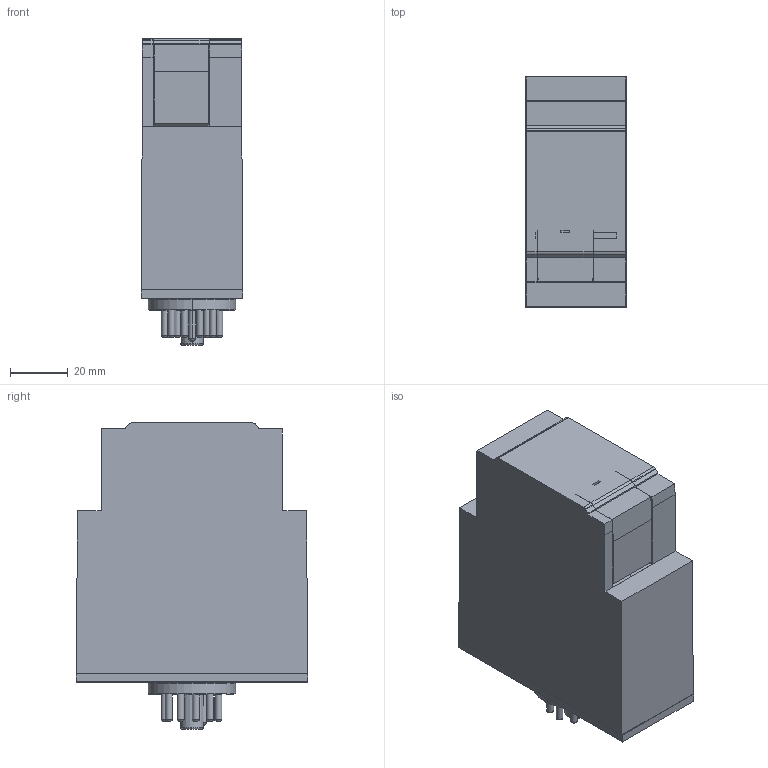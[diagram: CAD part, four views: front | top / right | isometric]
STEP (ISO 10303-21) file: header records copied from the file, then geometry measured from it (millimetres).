
FILE_DESCRIPTION(/* description */ (''),/* implementation_level */ '2;1');
FILE_NAME(/* name */ 'PPA01.stp',/* time_stamp */ '2017-03-06T11:06:02+01:00',/* author */ ('rtamburlin'),/* organization */ (''),/* preprocessor_version */ 'ST-DEVELOPER v16.5',/* originating_system */ 'Autodesk Inventor 2017',/* authorisation */ '');
FILE_SCHEMA (('AUTOMOTIVE_DESIGN { 1 0 10303 214 3 1 1 }'));
Length unit declared in the file: millimetre
Products named in the file (1): PPA01
Bounding box: 35.1 x 80.4 x 106.2 mm (x, y, z)
Volume: 233630 mm3; surface area: 28500.3 mm2
Topology: 1 solids, 1 shells, 346 faces, 942 edges, 622 vertices
Faces by surface type: plane 215, bspline 82, cylinder 26, torus 15, cone 8
Full cylindrical faces by diameter (mm): 2.4 x11
Entity records: 23985 total; most frequent: CARTESIAN_POINT 15484, ORIENTED_EDGE 1836, DIRECTION 1392, EDGE_CURVE 918, LINE 646, VECTOR 646, VERTEX_POINT 622, EDGE_LOOP 396
